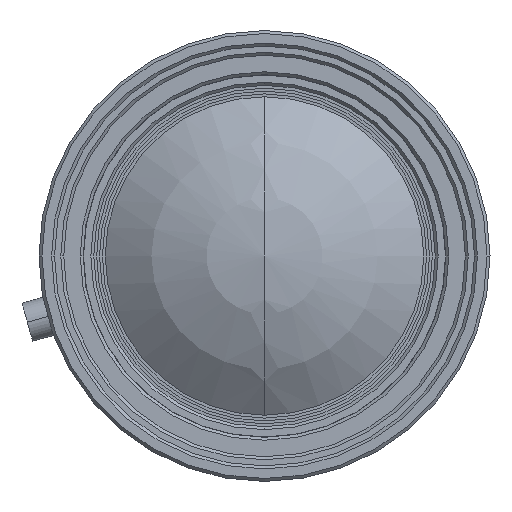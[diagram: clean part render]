
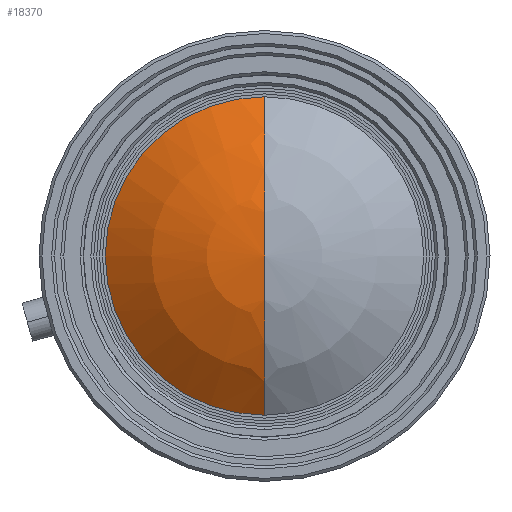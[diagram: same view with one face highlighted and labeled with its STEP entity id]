
A CAD part, left-side view. The second image highlights one B-rep face of the part: STEP entity #18370.
In plain terms, the highlighted spherical face has radius 25.657 mm.
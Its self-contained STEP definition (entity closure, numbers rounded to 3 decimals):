
#18370 = ADVANCED_FACE('',(#18371),#18400,.T.);
#18371 = FACE_BOUND('',#18372,.T.);
#18372 = EDGE_LOOP('',(#18373,#18384,#18393));
#18373 = ORIENTED_EDGE('',*,*,#18374,.T.);
#18374 = EDGE_CURVE('',#18375,#18377,#18379,.T.);
#18375 = VERTEX_POINT('',#18376);
#18376 = CARTESIAN_POINT('',(14.358,-7.634,
    2.443));
#18377 = VERTEX_POINT('',#18378);
#18378 = CARTESIAN_POINT('',(14.358,-7.634,
    -30.357));
#18379 = CIRCLE('',#18380,16.4);
#18380 = AXIS2_PLACEMENT_3D('',#18381,#18382,#18383);
#18381 = CARTESIAN_POINT('',(14.358,-7.634,
    -13.957));
#18382 = DIRECTION('',(-1.,0.,
    0.));
#18383 = DIRECTION('',(0.,0.,
    1.));
#18384 = ORIENTED_EDGE('',*,*,#18385,.T.);
#18385 = EDGE_CURVE('',#18377,#18386,#18388,.T.);
#18386 = VERTEX_POINT('',#18387);
#18387 = CARTESIAN_POINT('',(8.432,-7.634,
    -13.957));
#18388 = CIRCLE('',#18389,25.657);
#18389 = AXIS2_PLACEMENT_3D('',#18390,#18391,#18392);
#18390 = CARTESIAN_POINT('',(34.089,-7.636,
    -13.957));
#18391 = DIRECTION('',(0.,1.,
    0.));
#18392 = DIRECTION('',(-0.769,0.,
    -0.639));
#18393 = ORIENTED_EDGE('',*,*,#18394,.T.);
#18394 = EDGE_CURVE('',#18386,#18375,#18395,.T.);
#18395 = CIRCLE('',#18396,25.657);
#18396 = AXIS2_PLACEMENT_3D('',#18397,#18398,#18399);
#18397 = CARTESIAN_POINT('',(34.089,-7.636,
    -13.957));
#18398 = DIRECTION('',(0.,1.,
    0.));
#18399 = DIRECTION('',(-1.,0.,
    0.));
#18400 = SPHERICAL_SURFACE('',#18401,25.657);
#18401 = AXIS2_PLACEMENT_3D('',#18402,#18403,#18404);
#18402 = CARTESIAN_POINT('',(34.089,-7.636,
    -13.957));
#18403 = DIRECTION('',(-1.,0.,
    0.));
#18404 = DIRECTION('',(0.,0.,
    -1.));
